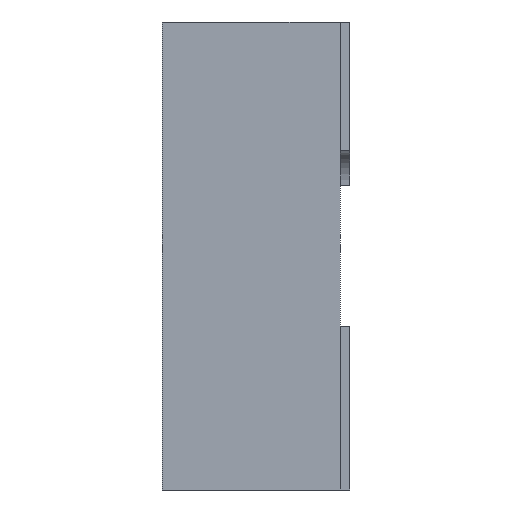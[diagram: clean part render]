
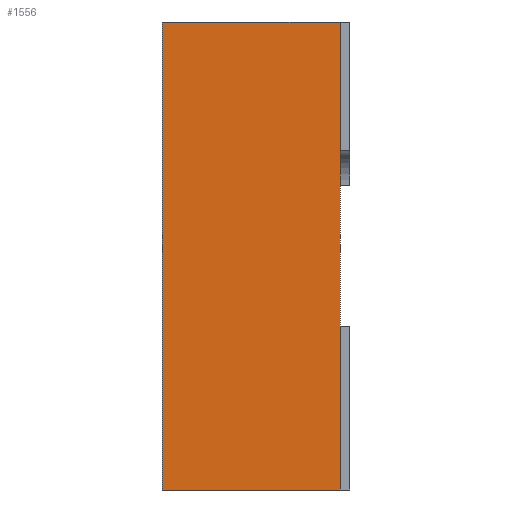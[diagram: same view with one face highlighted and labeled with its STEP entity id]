
A CAD part, left-side view. The second image highlights one B-rep face of the part: STEP entity #1556.
In plain terms, the highlighted planar face has unit normal (-1, 0, 0).
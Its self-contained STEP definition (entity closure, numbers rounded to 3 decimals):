
#15 = AXIS2_PLACEMENT_3D ( 'NONE', #1118, #1251, #984 ) ;
#39 = EDGE_LOOP ( 'NONE', ( #338, #1379, #281, #788 ) ) ;
#151 = EDGE_CURVE ( 'NONE', #1438, #1437, #456, .T. ) ;
#180 = DIRECTION ( 'NONE',  ( 0., 0., -1. ) ) ;
#190 = PLANE ( 'NONE',  #15 ) ;
#223 = DIRECTION ( 'NONE',  ( 0., 0., 1. ) ) ;
#281 = ORIENTED_EDGE ( 'NONE', *, *, #151, .F. ) ;
#338 = ORIENTED_EDGE ( 'NONE', *, *, #403, .F. ) ;
#403 = EDGE_CURVE ( 'NONE', #1115, #655, #660, .T. ) ;
#456 = LINE ( 'NONE', #726, #714 ) ;
#470 = EDGE_CURVE ( 'NONE', #1438, #655, #827, .T. ) ;
#502 = CARTESIAN_POINT ( 'NONE',  ( -1., 0.4, 0.5 ) ) ;
#558 = FACE_OUTER_BOUND ( 'NONE', #39, .T. ) ;
#655 = VERTEX_POINT ( 'NONE', #1142 ) ;
#660 = LINE ( 'NONE', #1603, #683 ) ;
#683 = VECTOR ( 'NONE', #180, 1000. ) ;
#696 = CARTESIAN_POINT ( 'NONE',  ( -1., 0.4, -0.5 ) ) ;
#714 = VECTOR ( 'NONE', #223, 1000. ) ;
#726 = CARTESIAN_POINT ( 'NONE',  ( -1., 0.4, 0.5 ) ) ;
#733 = CARTESIAN_POINT ( 'NONE',  ( -1., 0.4, 0.5 ) ) ;
#788 = ORIENTED_EDGE ( 'NONE', *, *, #470, .T. ) ;
#818 = VECTOR ( 'NONE', #1258, 1000. ) ;
#827 = LINE ( 'NONE', #696, #1594 ) ;
#858 = LINE ( 'NONE', #733, #818 ) ;
#925 = EDGE_CURVE ( 'NONE', #1437, #1115, #858, .T. ) ;
#984 = DIRECTION ( 'NONE',  ( 0., 0., -1. ) ) ;
#1030 = CARTESIAN_POINT ( 'NONE',  ( -1., 0.4, -0.5 ) ) ;
#1115 = VERTEX_POINT ( 'NONE', #1606 ) ;
#1118 = CARTESIAN_POINT ( 'NONE',  ( -1., 0.4, 0.5 ) ) ;
#1142 = CARTESIAN_POINT ( 'NONE',  ( -1., 0.02, -0.5 ) ) ;
#1251 = DIRECTION ( 'NONE',  ( 1., 0., 0. ) ) ;
#1258 = DIRECTION ( 'NONE',  ( 0., -1., 0. ) ) ;
#1379 = ORIENTED_EDGE ( 'NONE', *, *, #925, .F. ) ;
#1437 = VERTEX_POINT ( 'NONE', #502 ) ;
#1438 = VERTEX_POINT ( 'NONE', #1030 ) ;
#1448 = DIRECTION ( 'NONE',  ( 0., -1., 0. ) ) ;
#1556 = ADVANCED_FACE ( 'NONE', ( #558 ), #190, .F. ) ;
#1594 = VECTOR ( 'NONE', #1448, 1000. ) ;
#1603 = CARTESIAN_POINT ( 'NONE',  ( -1., 0.02, 0.5 ) ) ;
#1606 = CARTESIAN_POINT ( 'NONE',  ( -1., 0.02, 0.5 ) ) ;
